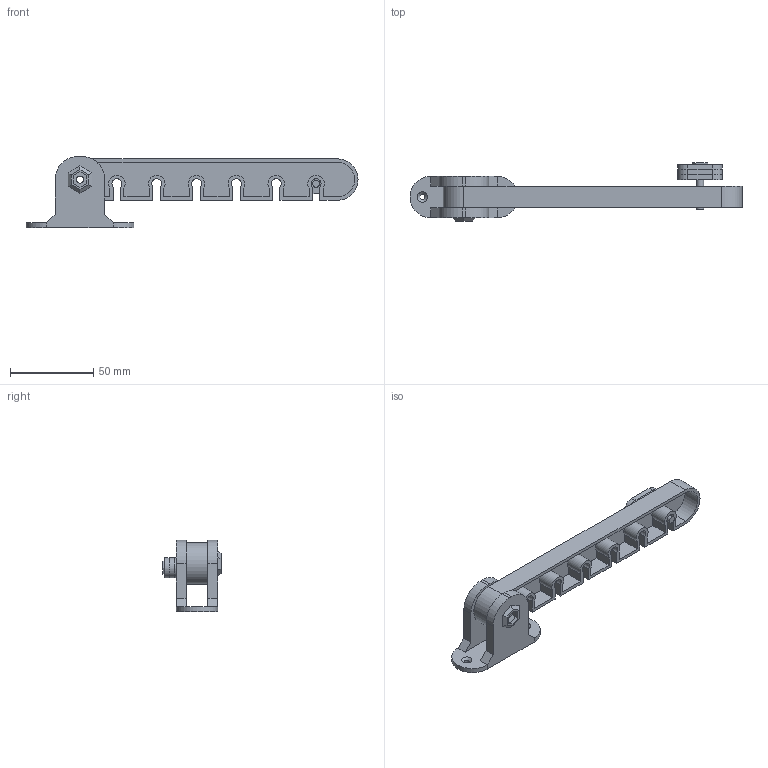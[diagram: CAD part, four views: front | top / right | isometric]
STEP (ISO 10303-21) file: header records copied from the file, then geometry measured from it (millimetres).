
FILE_DESCRIPTION(('FreeCAD Model'),'2;1');
FILE_NAME('Open CASCADE Shape Model','2022-03-02T12:20:40',('Author'),( ''),'Open CASCADE STEP processor 7.5','FreeCAD','Unknown');
FILE_SCHEMA(('AUTOMOTIVE_DESIGN { 1 0 10303 214 1 1 1 1 }'));
Length unit declared in the file: millimetre
Products named in the file (9): Unnamed; latch_base; latch; Fillet001; screw; Pad005; side_fixture; side_fixture001; Chamfer004
Assembly tree (8 placements, depth 2):
  Unnamed
    latch_base
    latch
    Fillet001
    screw
    Pad005
    side_fixture
    side_fixture001
    Chamfer004
Bounding box: 200 x 35 x 43 mm (x, y, z)
Volume: 80530.9 mm3; surface area: 62937.5 mm2
Topology: 8 solids, 8 shells, 292 faces, 756 edges, 492 vertices
Faces by surface type: plane 212, cylinder 68, cone 10, bspline 2
Full cylindrical faces by diameter (mm): 3.25 x8, 4.25 x8, 4.4 x2, 8.4 x2
Entity records: 19099 total; most frequent: CARTESIAN_POINT 3553, DIRECTION 2862, LINE 1854, VECTOR 1854, ORIENTED_EDGE 1512, PCURVE 1512, DEFINITIONAL_REPRESENTATION 1512, EDGE_CURVE 756
